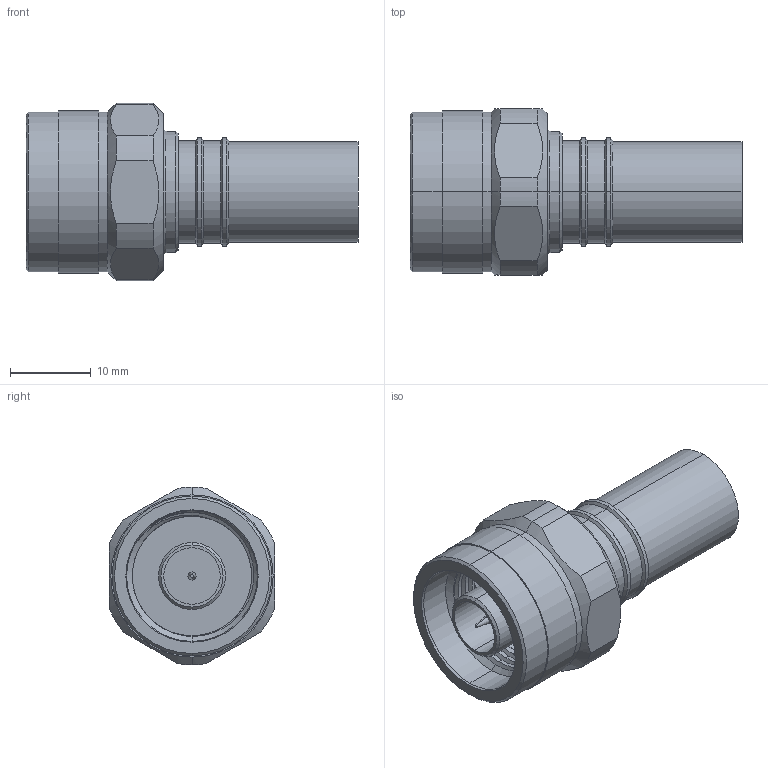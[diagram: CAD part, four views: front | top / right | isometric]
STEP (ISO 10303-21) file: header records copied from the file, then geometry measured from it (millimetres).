
FILE_DESCRIPTION (( 'STEP AP203' ), '1' );
FILE_NAME ('3190-6408(EZ-400-NMH-75-X).STEP', '2020-09-08T02:54:33', ( '' ), ( '' ), 'SwSTEP 2.0', 'SolidWorks 2017', '' );
FILE_SCHEMA (( 'CONFIG_CONTROL_DESIGN' ));
Length unit declared in the file: millimetre
Products named in the file (1): 3190-6408(EZ-400-NMH-75-X)
Bounding box: 41.14 x 20.57 x 22 mm (x, y, z)
Volume: 5873.8 mm3; surface area: 5116.9 mm2
Topology: 1 solids, 1 shells, 118 faces, 257 edges, 157 vertices
Faces by surface type: cylinder 54, cone 37, plane 25, bspline 2
Entity records: 4015 total; most frequent: CARTESIAN_POINT 1331, DIRECTION 586, ORIENTED_EDGE 514, EDGE_CURVE 257, AXIS2_PLACEMENT_3D 243, VERTEX_POINT 157, EDGE_LOOP 134, CIRCLE 126
